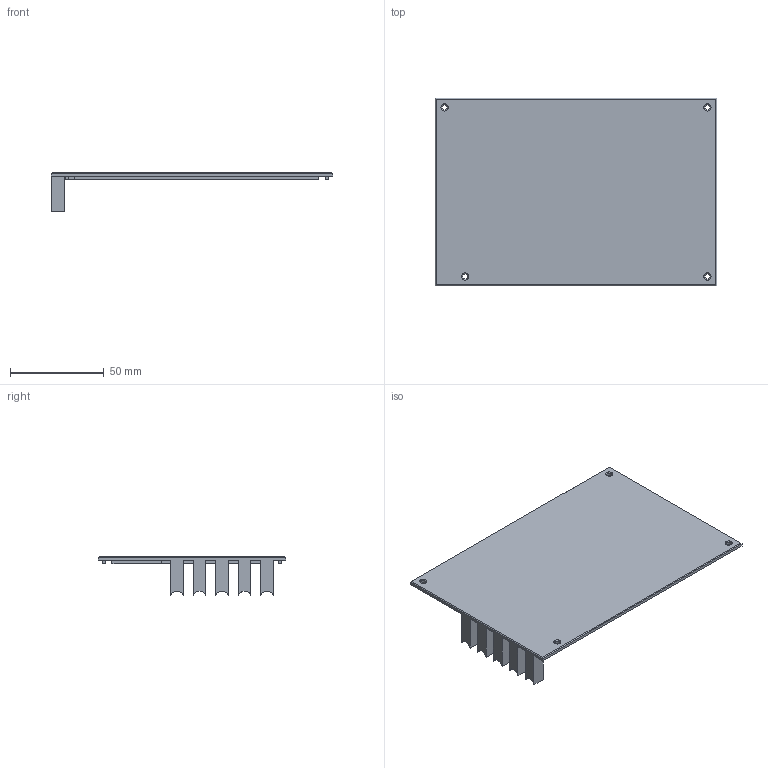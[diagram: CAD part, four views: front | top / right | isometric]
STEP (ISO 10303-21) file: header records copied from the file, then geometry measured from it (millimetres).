
FILE_DESCRIPTION(/* description */ ('','CAx-IF Rec.Pracs.---Representation and Presentation of Product Manufacturing Information (PMI)---4.0---2014-10-13'),/* implementation_level */ '2;1');
FILE_NAME(/* name */ 'Gehuse oben.step',/* time_stamp */ '2025-03-21T09:17:15+01:00',/* author */ (''),/* organization */ (''),/* preprocessor_version */ 'ST-DEVELOPER v20',/* originating_system */ 'Autodesk Translation Framework v13.20.0.188',/* authorisation */ '');
FILE_SCHEMA (('AP242_MANAGED_MODEL_BASED_3D_ENGINEERING_MIM_LF { 1 0 10303 442 1 1 4 }'));
Length unit declared in the file: millimetre
Products named in the file (1): Gehäuse oben
Bounding box: 150 x 100 x 20.83 mm (x, y, z)
Volume: 35250.4 mm3; surface area: 35174.2 mm2
Topology: 1 solids, 1 shells, 63 faces, 166 edges, 108 vertices
Faces by surface type: plane 50, cylinder 9, cone 4
Full cylindrical faces by diameter (mm): 2.8 x4
Entity records: 1969 total; most frequent: CARTESIAN_POINT 338, ORIENTED_EDGE 332, DIRECTION 318, EDGE_CURVE 166, LINE 142, VECTOR 142, VERTEX_POINT 108, AXIS2_PLACEMENT_3D 88
